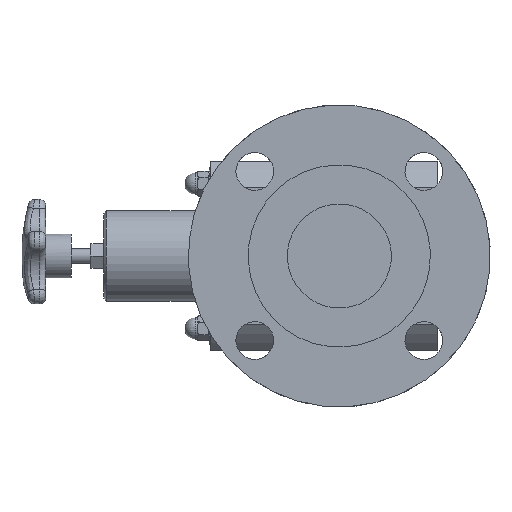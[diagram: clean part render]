
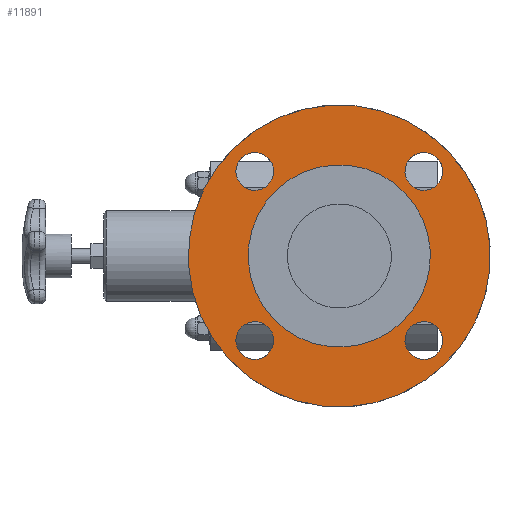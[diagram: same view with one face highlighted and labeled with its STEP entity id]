
A CAD part, left-side view. The second image highlights one B-rep face of the part: STEP entity #11891.
In plain terms, the highlighted planar face has unit normal (-1, 0, 0).
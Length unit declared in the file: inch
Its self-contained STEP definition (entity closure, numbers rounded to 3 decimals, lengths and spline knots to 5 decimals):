
#11704=CARTESIAN_POINT('',(-4.4375,-0.09121,-1.78496));
#11705=VERTEX_POINT('',#11704);
#11706=CARTESIAN_POINT('',(-4.4375,0.26862,-1.67938));
#11707=DIRECTION('',(-1.0,0.,0.));
#11708=DIRECTION('',(0.,-0.707,-0.707));
#11709=AXIS2_PLACEMENT_3D('',#11706,#11707,#11708);
#11710=CIRCLE('',#11709,0.375);
#11711=EDGE_CURVE('',#11705,#11705,#11710,.T.);
#11721=CARTESIAN_POINT('',(-4.4375,2.79262,-2.87865));
#11722=VERTEX_POINT('',#11721);
#11723=CARTESIAN_POINT('',(-4.4375,1.948,0.));
#11724=DIRECTION('',(-1.0,0.,0.));
#11725=DIRECTION('',(0.,-0.707,-0.707));
#11726=AXIS2_PLACEMENT_3D('',#11723,#11724,#11725);
#11727=CIRCLE('',#11726,3.);
#11728=EDGE_CURVE('',#11722,#11722,#11727,.T.);
#11832=CARTESIAN_POINT('',(-4.4375,2.45759,-1.73678));
#11833=VERTEX_POINT('',#11832);
#11834=CARTESIAN_POINT('',(-4.4375,1.948,0.));
#11835=DIRECTION('',(-1.0,0.,0.));
#11836=DIRECTION('',(0.,-0.707,-0.707));
#11837=AXIS2_PLACEMENT_3D('',#11834,#11835,#11836);
#11838=CIRCLE('',#11837,1.81);
#11839=EDGE_CURVE('',#11833,#11833,#11838,.T.);
#11844=CARTESIAN_POINT('',(-4.4375,3.22786,-1.27986));
#11845=DIRECTION('',(-1.0,0.0,0.0));
#11846=DIRECTION('',(0.0,0.707,0.707));
#11847=AXIS2_PLACEMENT_3D('',#11844,#11845,#11846);
#11848=PLANE('',#11847);
#11849=ORIENTED_EDGE('',*,*,#11728,.T.);
#11850=EDGE_LOOP('',(#11849));
#11851=FACE_OUTER_BOUND('',#11850,.T.);
#11852=ORIENTED_EDGE('',*,*,#11711,.F.);
#11853=EDGE_LOOP('',(#11852));
#11854=FACE_BOUND('',#11853,.T.);
#11855=ORIENTED_EDGE('',*,*,#11839,.F.);
#11856=EDGE_LOOP('',(#11855));
#11857=FACE_BOUND('',#11856,.T.);
#11858=CARTESIAN_POINT('',(-4.4375,0.16304,2.03921));
#11859=VERTEX_POINT('',#11858);
#11860=CARTESIAN_POINT('',(-4.4375,0.26862,1.67938));
#11861=DIRECTION('',(-1.0,0.,0.));
#11862=DIRECTION('',(0.,-0.707,-0.707));
#11863=AXIS2_PLACEMENT_3D('',#11860,#11861,#11862);
#11864=CIRCLE('',#11863,0.375);
#11865=EDGE_CURVE('',#11859,#11859,#11864,.T.);
#11866=ORIENTED_EDGE('',*,*,#11865,.F.);
#11867=EDGE_LOOP('',(#11866));
#11868=FACE_BOUND('',#11867,.T.);
#11869=CARTESIAN_POINT('',(-4.4375,3.98721,1.78496));
#11870=VERTEX_POINT('',#11869);
#11871=CARTESIAN_POINT('',(-4.4375,3.62738,1.67938));
#11872=DIRECTION('',(-1.0,0.,0.));
#11873=DIRECTION('',(0.,-0.707,-0.707));
#11874=AXIS2_PLACEMENT_3D('',#11871,#11872,#11873);
#11875=CIRCLE('',#11874,0.375);
#11876=EDGE_CURVE('',#11870,#11870,#11875,.T.);
#11877=ORIENTED_EDGE('',*,*,#11876,.F.);
#11878=EDGE_LOOP('',(#11877));
#11879=FACE_BOUND('',#11878,.T.);
#11880=CARTESIAN_POINT('',(-4.4375,3.73296,-2.03921));
#11881=VERTEX_POINT('',#11880);
#11882=CARTESIAN_POINT('',(-4.4375,3.62738,-1.67938));
#11883=DIRECTION('',(-1.0,0.,0.));
#11884=DIRECTION('',(0.,-0.707,-0.707));
#11885=AXIS2_PLACEMENT_3D('',#11882,#11883,#11884);
#11886=CIRCLE('',#11885,0.375);
#11887=EDGE_CURVE('',#11881,#11881,#11886,.T.);
#11888=ORIENTED_EDGE('',*,*,#11887,.F.);
#11889=EDGE_LOOP('',(#11888));
#11890=FACE_BOUND('',#11889,.T.);
#11891=ADVANCED_FACE('',(#11851,#11854,#11857,#11868,#11879,#11890),#11848,.T.);
